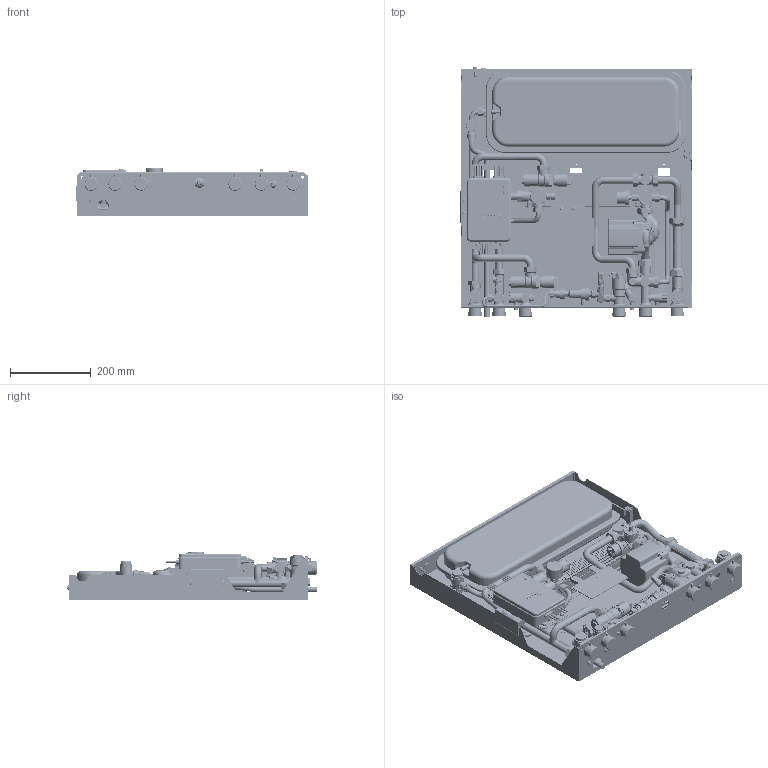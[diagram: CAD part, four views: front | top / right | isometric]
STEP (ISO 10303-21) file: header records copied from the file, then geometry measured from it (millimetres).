
FILE_DESCRIPTION(('CATIA V5 STEP Exchange','CAx-IF Rec.Pracs.--- Model Styling and Organization---1.4--- 2014-01-23','CAx-IF Rec.Pracs.---3D Tessellated Data Validation Properties---0.5---2014-09-14'),'2;1');
FILE_NAME('STEP_SATK60103HE_-_TST.stp','2021-01-14T08:33:08+00:00',('none'),('none'),'CATIA Version 5-6 Release 2019 SP3','CATIA V5 STEP AP242 v1','none');
FILE_SCHEMA(('AP242_MANAGED_MODEL_BASED_3D_ENGINEERING_MIM_LF {1 0 10303 442 1 1 4}'));
Products named in the file (1): SATK60103HE - TST
Bounding box: 571.5 x 617 x 117.7 mm (x, y, z)
Volume: 11986241.5 mm3; surface area: 1881473.2 mm2
Topology: 2 solids, 40 shells, 7322 faces, 20975 edges, 13977 vertices
Faces by surface type: plane 3127, cylinder 2107, bspline 1170, cone 599, torus 256, sphere 63
Entity records: 262887 total; most frequent: CARTESIAN_POINT 98463, ORIENTED_EDGE 41742, DIRECTION 22233, EDGE_CURVE 20871, VERTEX_POINT 13975, AXIS2_PLACEMENT_3D 9350, VECTOR 8744, LINE 8744
